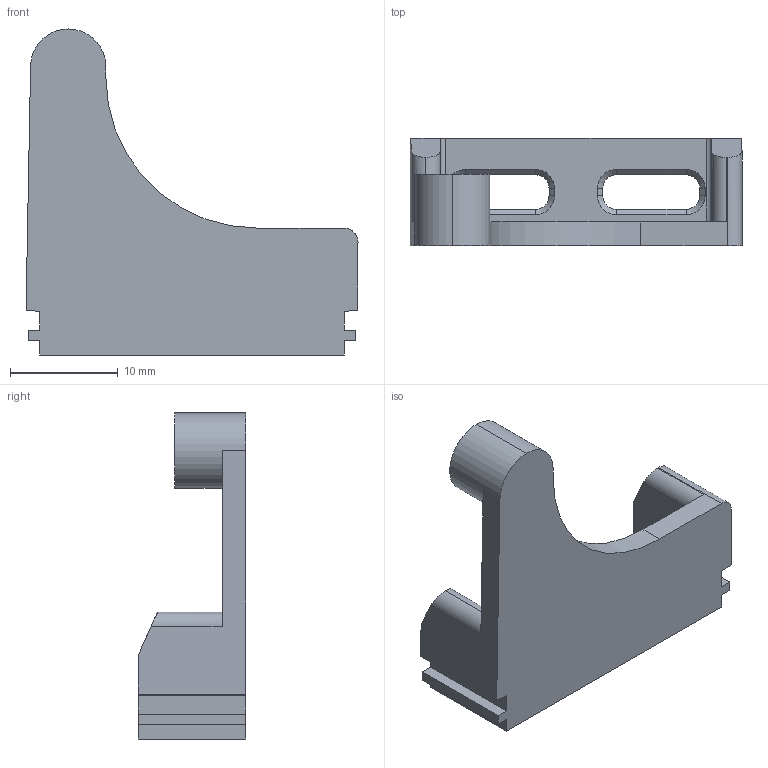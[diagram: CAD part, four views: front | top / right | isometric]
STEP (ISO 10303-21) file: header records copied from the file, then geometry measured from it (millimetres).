
FILE_DESCRIPTION (( 'STEP AP214' ), '1' );
FILE_NAME ('2040 holder_short.STEP', '2023-04-10T23:47:04', ( '' ), ( '' ), 'SwSTEP 2.0', 'SolidWorks 2018', '' );
FILE_SCHEMA (( 'AUTOMOTIVE_DESIGN' ));
Length unit declared in the file: millimetre
Products named in the file (1): 2040 holder_short
Bounding box: 30.85 x 10 x 30.3 mm (x, y, z)
Volume: 1934.3 mm3; surface area: 2225.8 mm2
Topology: 1 solids, 1 shells, 71 faces, 188 edges, 120 vertices
Faces by surface type: plane 44, cylinder 19, cone 8
Entity records: 2220 total; most frequent: CARTESIAN_POINT 392, ORIENTED_EDGE 376, DIRECTION 372, EDGE_CURVE 188, VECTOR 140, LINE 140, VERTEX_POINT 120, AXIS2_PLACEMENT_3D 116
